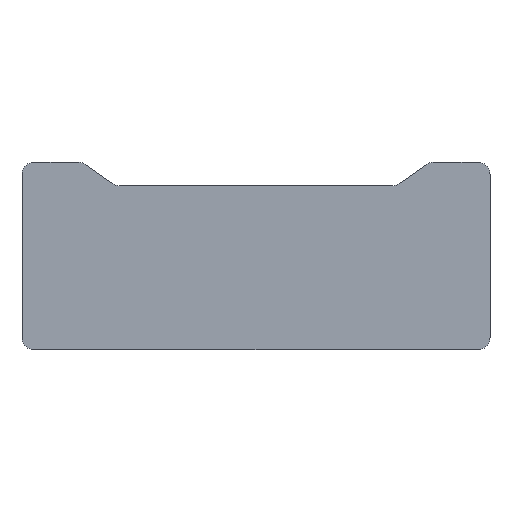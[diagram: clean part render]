
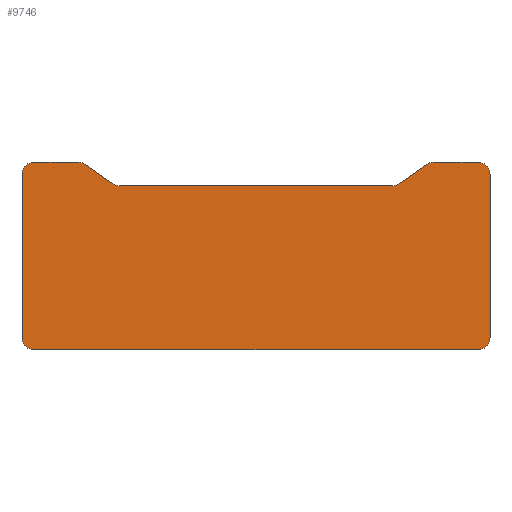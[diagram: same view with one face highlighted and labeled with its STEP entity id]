
A CAD part, front view. The second image highlights one B-rep face of the part: STEP entity #9746.
In plain terms, the highlighted planar face has unit normal (0, -1, 0).
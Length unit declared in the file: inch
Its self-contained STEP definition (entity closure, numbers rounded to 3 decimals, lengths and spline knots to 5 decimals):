
#40 = VERTEX_POINT ( 'NONE', #738 ) ;
#108 = VECTOR ( 'NONE', #5627, 39.37008 ) ;
#180 = LINE ( 'NONE', #9681, #5553 ) ;
#459 = EDGE_CURVE ( 'NONE', #3120, #4522, #7377, .T. ) ;
#558 = VECTOR ( 'NONE', #4499, 39.37008 ) ;
#569 = VERTEX_POINT ( 'NONE', #3104 ) ;
#686 = DIRECTION ( 'NONE',  ( 1., 0., 0. ) ) ;
#738 = CARTESIAN_POINT ( 'NONE',  ( 0.25, 0., 0. ) ) ;
#749 = CARTESIAN_POINT ( 'NONE',  ( 2.07882, 0., -0.5 ) ) ;
#756 = CARTESIAN_POINT ( 'NONE',  ( 1.2071, 0., -0.25 ) ) ;
#766 = EDGE_CURVE ( 'NONE', #569, #5518, #6188, .T. ) ;
#819 = DIRECTION ( 'NONE',  ( 0., 1., 0. ) ) ;
#833 = DIRECTION ( 'NONE',  ( 0., 1., 0. ) ) ;
#881 = VERTEX_POINT ( 'NONE', #5037 ) ;
#895 = CIRCLE ( 'NONE', #2569, 0.25 ) ;
#948 = DIRECTION ( 'NONE',  ( 0.819, 0., -0.574 ) ) ;
#975 = AXIS2_PLACEMENT_3D ( 'NONE', #7943, #833, #5647 ) ;
#1054 = CARTESIAN_POINT ( 'NONE',  ( 8.7929, 0., -0.25 ) ) ;
#1064 = LINE ( 'NONE', #6509, #108 ) ;
#1095 = ORIENTED_EDGE ( 'NONE', *, *, #2619, .F. ) ;
#1244 = DIRECTION ( 'NONE',  ( 0., -1., 0. ) ) ;
#1301 = CARTESIAN_POINT ( 'NONE',  ( 7.92118, 0., -0.25 ) ) ;
#1302 = ORIENTED_EDGE ( 'NONE', *, *, #8511, .F. ) ;
#1322 = ORIENTED_EDGE ( 'NONE', *, *, #5472, .F. ) ;
#1575 = CARTESIAN_POINT ( 'NONE',  ( 1.3505, 0., -0.04521 ) ) ;
#1592 = EDGE_CURVE ( 'NONE', #9891, #6308, #5624, .T. ) ;
#1615 = AXIS2_PLACEMENT_3D ( 'NONE', #1848, #8168, #6698 ) ;
#1666 = CIRCLE ( 'NONE', #10139, 0.25 ) ;
#1704 = VECTOR ( 'NONE', #6929, 39.37008 ) ;
#1848 = CARTESIAN_POINT ( 'NONE',  ( 2.07882, 0., -0.25 ) ) ;
#1870 = EDGE_CURVE ( 'NONE', #3235, #40, #1666, .T. ) ;
#1975 = ORIENTED_EDGE ( 'NONE', *, *, #766, .F. ) ;
#2013 = ORIENTED_EDGE ( 'NONE', *, *, #1592, .F. ) ;
#2155 = DIRECTION ( 'NONE',  ( 0., 0., -1. ) ) ;
#2177 = CARTESIAN_POINT ( 'NONE',  ( 0., 0., -0.25 ) ) ;
#2304 = CARTESIAN_POINT ( 'NONE',  ( 2.07882, 0., -0.5 ) ) ;
#2365 = EDGE_CURVE ( 'NONE', #8859, #881, #9279, .T. ) ;
#2393 = CARTESIAN_POINT ( 'NONE',  ( 0.25, 0., -3.75 ) ) ;
#2569 = AXIS2_PLACEMENT_3D ( 'NONE', #2393, #4880, #6430 ) ;
#2576 = CARTESIAN_POINT ( 'NONE',  ( 8.06457, 0., -0.45479 ) ) ;
#2619 = EDGE_CURVE ( 'NONE', #9320, #8950, #7681, .T. ) ;
#2754 = DIRECTION ( 'NONE',  ( 0., 0., -1. ) ) ;
#2802 = CARTESIAN_POINT ( 'NONE',  ( 1.93543, 0., -0.45479 ) ) ;
#2862 = CARTESIAN_POINT ( 'NONE',  ( 0.25, 0., -4. ) ) ;
#2994 = CARTESIAN_POINT ( 'NONE',  ( 8.7929, 0., 0. ) ) ;
#3029 = LINE ( 'NONE', #2304, #4875 ) ;
#3104 = CARTESIAN_POINT ( 'NONE',  ( 7.92118, 0., -0.5 ) ) ;
#3120 = VERTEX_POINT ( 'NONE', #6780 ) ;
#3124 = FACE_OUTER_BOUND ( 'NONE', #9981, .T. ) ;
#3173 = DIRECTION ( 'NONE',  ( 0., 1., 0. ) ) ;
#3235 = VERTEX_POINT ( 'NONE', #6881 ) ;
#3355 = DIRECTION ( 'NONE',  ( 0., 0., -1. ) ) ;
#3464 = AXIS2_PLACEMENT_3D ( 'NONE', #4765, #819, #3997 ) ;
#3515 = EDGE_CURVE ( 'NONE', #6568, #8859, #3935, .T. ) ;
#3553 = ORIENTED_EDGE ( 'NONE', *, *, #2365, .F. ) ;
#3573 = EDGE_CURVE ( 'NONE', #7291, #7941, #4433, .T. ) ;
#3605 = DIRECTION ( 'NONE',  ( 0., 1., 0. ) ) ;
#3686 = ORIENTED_EDGE ( 'NONE', *, *, #6797, .F. ) ;
#3918 = CARTESIAN_POINT ( 'NONE',  ( 0., 0., -3.75 ) ) ;
#3935 = CIRCLE ( 'NONE', #7247, 0.25 ) ;
#3997 = DIRECTION ( 'NONE',  ( 0., 0., -1. ) ) ;
#4266 = CARTESIAN_POINT ( 'NONE',  ( 10., 0., -0.25 ) ) ;
#4419 = DIRECTION ( 'NONE',  ( 0., 0., -1. ) ) ;
#4433 = CIRCLE ( 'NONE', #1615, 0.25 ) ;
#4499 = DIRECTION ( 'NONE',  ( 0.819, 0., 0.574 ) ) ;
#4522 = VERTEX_POINT ( 'NONE', #5534 ) ;
#4539 = CARTESIAN_POINT ( 'NONE',  ( 0.25, 0., -0.25 ) ) ;
#4541 = AXIS2_PLACEMENT_3D ( 'NONE', #756, #7193, #3355 ) ;
#4581 = EDGE_CURVE ( 'NONE', #4522, #9891, #8926, .T. ) ;
#4736 = ORIENTED_EDGE ( 'NONE', *, *, #4581, .F. ) ;
#4765 = CARTESIAN_POINT ( 'NONE',  ( 9.75, 0., -3.75 ) ) ;
#4875 = VECTOR ( 'NONE', #686, 39.37008 ) ;
#4880 = DIRECTION ( 'NONE',  ( 0., 1., 0. ) ) ;
#5037 = CARTESIAN_POINT ( 'NONE',  ( 9.75, 0., 0. ) ) ;
#5472 = EDGE_CURVE ( 'NONE', #40, #9320, #1064, .T. ) ;
#5497 = CARTESIAN_POINT ( 'NONE',  ( 9.75, 0., -4. ) ) ;
#5518 = VERTEX_POINT ( 'NONE', #2576 ) ;
#5534 = CARTESIAN_POINT ( 'NONE',  ( 10., 0., -3.75 ) ) ;
#5553 = VECTOR ( 'NONE', #948, 39.37008 ) ;
#5568 = CARTESIAN_POINT ( 'NONE',  ( 0.25, 0., -4. ) ) ;
#5624 = LINE ( 'NONE', #5568, #6285 ) ;
#5627 = DIRECTION ( 'NONE',  ( 1., 0., 0. ) ) ;
#5647 = DIRECTION ( 'NONE',  ( 0., 0., 1. ) ) ;
#5816 = ORIENTED_EDGE ( 'NONE', *, *, #10035, .F. ) ;
#6025 = EDGE_CURVE ( 'NONE', #8950, #7291, #180, .T. ) ;
#6039 = LINE ( 'NONE', #7657, #558 ) ;
#6183 = CARTESIAN_POINT ( 'NONE',  ( 1.2071, 0., 0. ) ) ;
#6188 = CIRCLE ( 'NONE', #8964, 0.25 ) ;
#6285 = VECTOR ( 'NONE', #7969, 39.37008 ) ;
#6308 = VERTEX_POINT ( 'NONE', #2862 ) ;
#6430 = DIRECTION ( 'NONE',  ( 0., 0., -1. ) ) ;
#6509 = CARTESIAN_POINT ( 'NONE',  ( 0.25, 0., 0. ) ) ;
#6568 = VERTEX_POINT ( 'NONE', #8825 ) ;
#6698 = DIRECTION ( 'NONE',  ( 0., 0., -1. ) ) ;
#6780 = CARTESIAN_POINT ( 'NONE',  ( 10., 0., -0.25 ) ) ;
#6797 = EDGE_CURVE ( 'NONE', #881, #3120, #9935, .T. ) ;
#6864 = DIRECTION ( 'NONE',  ( 0., 1., 0. ) ) ;
#6881 = CARTESIAN_POINT ( 'NONE',  ( 0., 0., -0.25 ) ) ;
#6929 = DIRECTION ( 'NONE',  ( 1., 0., 0. ) ) ;
#7018 = CARTESIAN_POINT ( 'NONE',  ( 8.7929, 0., 0. ) ) ;
#7093 = DIRECTION ( 'NONE',  ( 0., 0., 1. ) ) ;
#7193 = DIRECTION ( 'NONE',  ( 0., 1., 0. ) ) ;
#7247 = AXIS2_PLACEMENT_3D ( 'NONE', #1054, #3605, #9784 ) ;
#7291 = VERTEX_POINT ( 'NONE', #2802 ) ;
#7377 = LINE ( 'NONE', #4266, #7516 ) ;
#7516 = VECTOR ( 'NONE', #4419, 39.37008 ) ;
#7648 = ORIENTED_EDGE ( 'NONE', *, *, #1870, .F. ) ;
#7657 = CARTESIAN_POINT ( 'NONE',  ( 8.06457, 0., -0.45479 ) ) ;
#7681 = CIRCLE ( 'NONE', #4541, 0.25 ) ;
#7840 = DIRECTION ( 'NONE',  ( 0., 0., 1. ) ) ;
#7895 = PLANE ( 'NONE',  #9533 ) ;
#7941 = VERTEX_POINT ( 'NONE', #749 ) ;
#7943 = CARTESIAN_POINT ( 'NONE',  ( 9.75, 0., -0.25 ) ) ;
#7969 = DIRECTION ( 'NONE',  ( -1., 0., 0. ) ) ;
#8012 = EDGE_CURVE ( 'NONE', #5518, #6568, #6039, .T. ) ;
#8168 = DIRECTION ( 'NONE',  ( 0., -1., 0. ) ) ;
#8367 = ORIENTED_EDGE ( 'NONE', *, *, #8965, .F. ) ;
#8432 = ORIENTED_EDGE ( 'NONE', *, *, #3515, .F. ) ;
#8473 = CARTESIAN_POINT ( 'NONE',  ( 1.2071, 0., -0.25 ) ) ;
#8511 = EDGE_CURVE ( 'NONE', #9227, #3235, #9286, .T. ) ;
#8514 = VECTOR ( 'NONE', #7093, 39.37008 ) ;
#8586 = ORIENTED_EDGE ( 'NONE', *, *, #3573, .F. ) ;
#8701 = ORIENTED_EDGE ( 'NONE', *, *, #6025, .F. ) ;
#8825 = CARTESIAN_POINT ( 'NONE',  ( 8.6495, 0., -0.04521 ) ) ;
#8859 = VERTEX_POINT ( 'NONE', #7018 ) ;
#8926 = CIRCLE ( 'NONE', #3464, 0.25 ) ;
#8950 = VERTEX_POINT ( 'NONE', #1575 ) ;
#8964 = AXIS2_PLACEMENT_3D ( 'NONE', #1301, #1244, #2754 ) ;
#8965 = EDGE_CURVE ( 'NONE', #7941, #569, #3029, .T. ) ;
#9227 = VERTEX_POINT ( 'NONE', #3918 ) ;
#9279 = LINE ( 'NONE', #2994, #1704 ) ;
#9286 = LINE ( 'NONE', #2177, #8514 ) ;
#9320 = VERTEX_POINT ( 'NONE', #6183 ) ;
#9533 = AXIS2_PLACEMENT_3D ( 'NONE', #8473, #3173, #7840 ) ;
#9681 = CARTESIAN_POINT ( 'NONE',  ( 1.93543, 0., -0.45479 ) ) ;
#9746 = ADVANCED_FACE ( 'NONE', ( #3124 ), #7895, .F. ) ;
#9784 = DIRECTION ( 'NONE',  ( 0., 0., 1. ) ) ;
#9823 = ORIENTED_EDGE ( 'NONE', *, *, #459, .F. ) ;
#9891 = VERTEX_POINT ( 'NONE', #5497 ) ;
#9935 = CIRCLE ( 'NONE', #975, 0.25 ) ;
#9981 = EDGE_LOOP ( 'NONE', ( #1095, #1322, #7648, #1302, #5816, #2013, #4736, #9823, #3686, #3553, #8432, #10007, #1975, #8367, #8586, #8701 ) ) ;
#10007 = ORIENTED_EDGE ( 'NONE', *, *, #8012, .F. ) ;
#10035 = EDGE_CURVE ( 'NONE', #6308, #9227, #895, .T. ) ;
#10139 = AXIS2_PLACEMENT_3D ( 'NONE', #4539, #6864, #2155 ) ;
